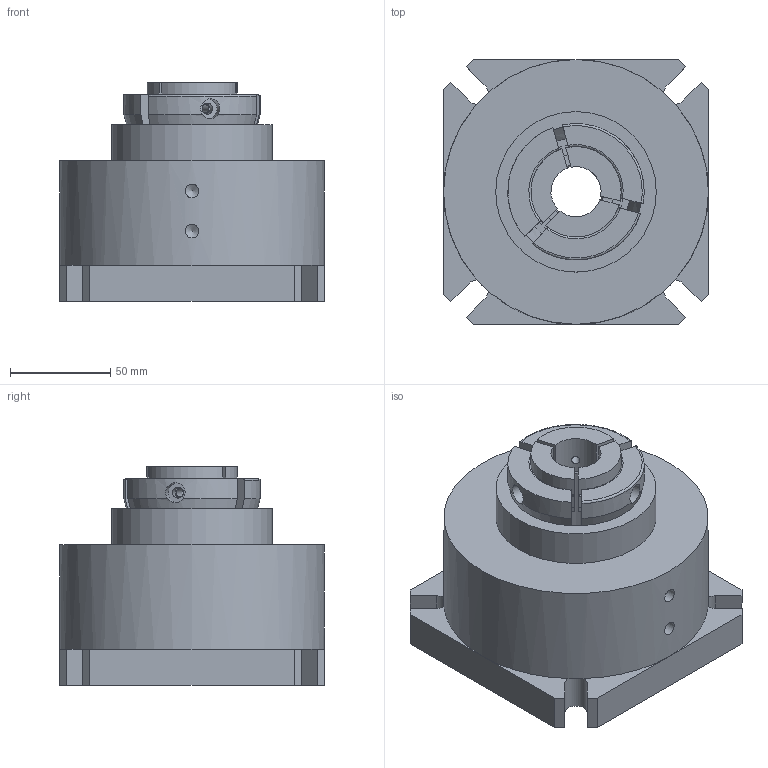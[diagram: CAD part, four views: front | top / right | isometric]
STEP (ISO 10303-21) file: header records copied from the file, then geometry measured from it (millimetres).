
FILE_DESCRIPTION (( 'STEP AP214' ), '1' );
FILE_NAME ('DSL-25-3k+C-25.STEP', '2025-02-24T02:57:05', ( '' ), ( '' ), 'SwSTEP 2.0', 'SolidWorks 2023', '' );
FILE_SCHEMA (( 'AUTOMOTIVE_DESIGN' ));
Length unit declared in the file: millimetre
Products named in the file (3): DSL-25-3k; DSL-25-3k+C-25; C-25-3k
Assembly tree (2 placements, depth 2):
  DSL-25-3k+C-25
    DSL-25-3k
    C-25-3k
Bounding box: 132 x 132 x 109 mm (x, y, z)
Volume: 1046967.9 mm3; surface area: 118030.2 mm2
Topology: 5 solids, 5 shells, 215 faces, 600 edges, 397 vertices
Faces by surface type: plane 90, cylinder 67, bspline 42, cone 10, torus 6
Full cylindrical faces by diameter (mm): 4.2 x3, 5.5 x3, 6.8 x2, 10 x3, 26 x1, 27.608 x1, 38 x1, 39 x1, 68 x1, 80 x1, 132 x1
Entity records: 20876 total; most frequent: CARTESIAN_POINT 13703, ORIENTED_EDGE 1132, DIRECTION 857, EDGE_CURVE 566, VERTEX_POINT 386, AXIS2_PLACEMENT_3D 302, EDGE_LOOP 256, LINE 253
